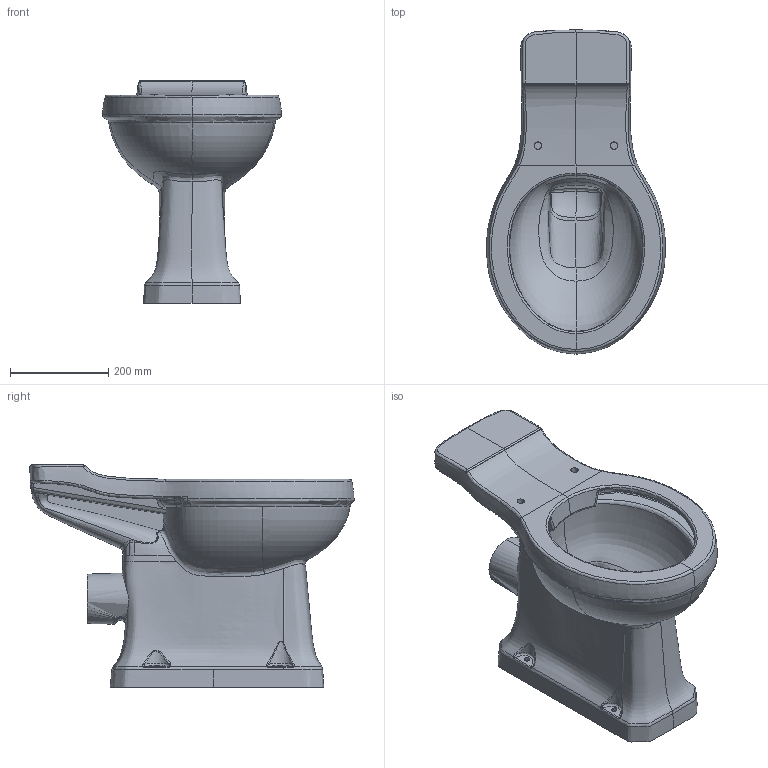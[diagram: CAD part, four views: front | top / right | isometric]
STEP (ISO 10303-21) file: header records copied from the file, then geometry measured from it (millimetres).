
FILE_DESCRIPTION(/* description */ (''),/* implementation_level */ '2;1');
FILE_NAME(/* name */ 'CY625P',/* time_stamp */ '2021-11-23T14:36:24+08:00',/* author */ (''),/* organization */ (''),/* preprocessor_version */ 'ST-DEVELOPER v15',/* originating_system */ '',/* authorisation */ '');
FILE_SCHEMA (('AUTOMOTIVE_DESIGN'));
Products named in the file (1): Document
Bounding box: 364.53 x 660.09 x 452.94 mm (x, y, z)
Surface area: 1136146.3 mm2 (no closed solid volume)
Topology: 0 solids, 1 shells, 318 faces, 811 edges, 480 vertices
Faces by surface type: bspline 298, plane 20
Entity records: 271866 total; most frequent: CARTESIAN_POINT 267464, ORIENTED_EDGE 1582, EDGE_CURVE 813, VERTEX_POINT 480, B_SPLINE_CURVE_WITH_KNOTS 353, EDGE_LOOP 328, ADVANCED_FACE 318, FACE_OUTER_BOUND 318
